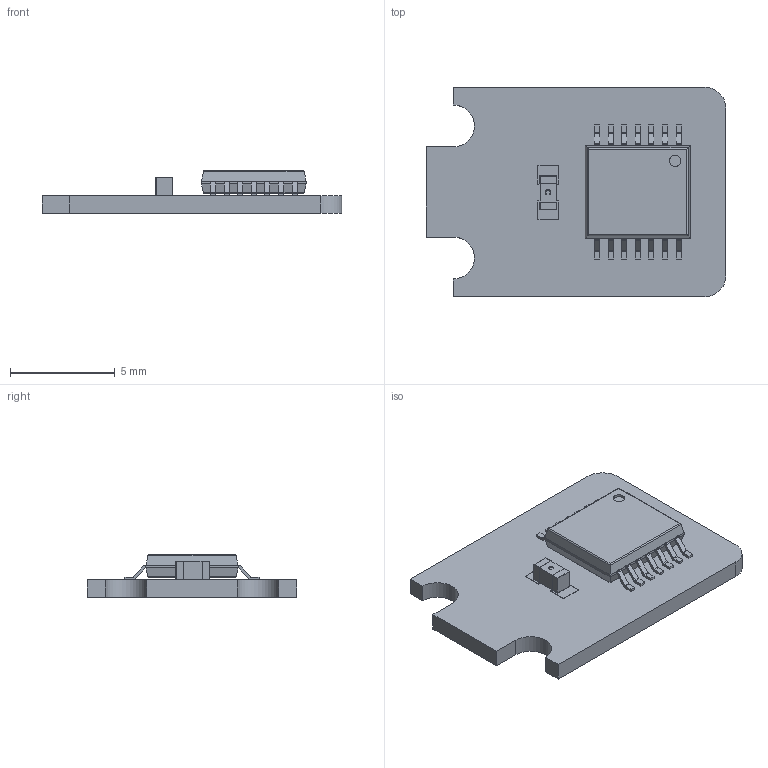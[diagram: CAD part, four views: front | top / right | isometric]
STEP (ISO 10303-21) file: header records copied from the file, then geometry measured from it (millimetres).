
FILE_DESCRIPTION(('Open CASCADE Model'),'2;1');
FILE_NAME('Open CASCADE Shape Model','2024-06-19T21:47:58',('Author'),( 'Open CASCADE'),'Open CASCADE STEP processor 6.8','Open CASCADE 6.8' ,'Unknown');
FILE_SCHEMA(('AUTOMOTIVE_DESIGN { 1 0 10303 214 1 1 1 1 }'));
Length unit declared in the file: millimetre
Products named in the file (11): PCB; Board; Open CASCADE STEP translator 6.8 5.1.1; IC1; 6140271936; Body; PinsArrayLR; C1; cap0603; User_Library-cap0603_pad_0603_??; User_Library-cap0603_cap0603_body(2)_??
Assembly tree (10 placements, depth 4):
  PCB
    Board
      Open CASCADE STEP translator 6.8 5.1.1
    IC1
      6140271936
        Body
        PinsArrayLR
    C1
      cap0603
        User_Library-cap0603_pad_0603_??
        User_Library-cap0603_cap0603_body(2)_??
Bounding box: 14.3 x 10 x 2.05 mm (x, y, z)
Volume: 137.2 mm3; surface area: 391.1 mm2
Topology: 19 solids, 19 shells, 284 faces, 694 edges, 444 vertices
Faces by surface type: plane 196, cylinder 71, bspline 9, sphere 8
Full cylindrical faces by diameter (mm): 0.55 x1
Entity records: 9660 total; most frequent: CARTESIAN_POINT 2352, DIRECTION 1374, ORIENTED_EDGE 1372, EDGE_CURVE 686, LINE 534, VECTOR 534, VERTEX_POINT 444, AXIS2_PLACEMENT_3D 420
